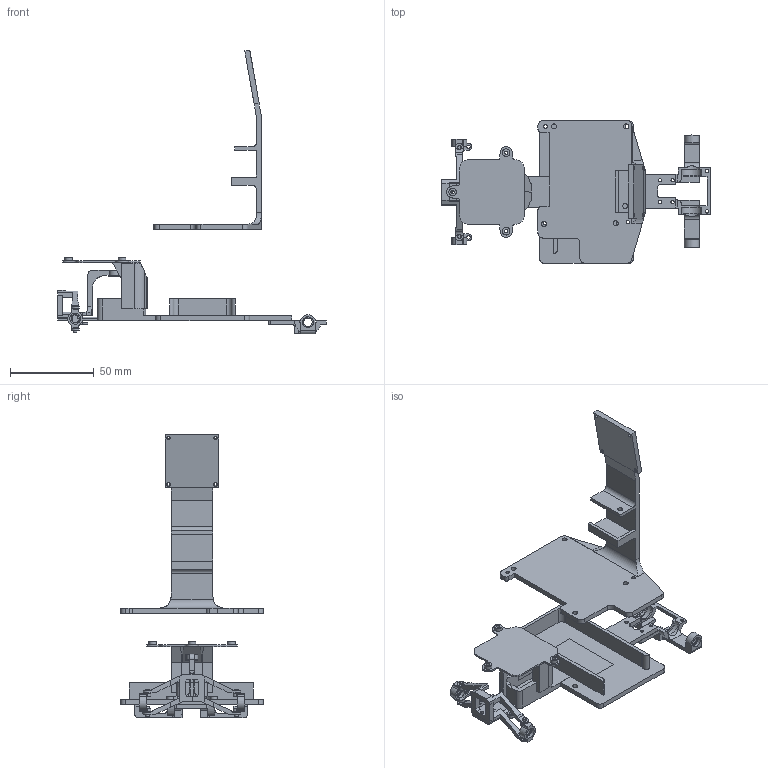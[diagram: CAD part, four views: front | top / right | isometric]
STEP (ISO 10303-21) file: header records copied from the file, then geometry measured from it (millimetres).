
FILE_DESCRIPTION(/* description */ ('STEP AP214'),/* implementation_level */ '2;1');
FILE_NAME(/* name */ 'Future Engineer Chassis_.step',/* time_stamp */ '2025-09-07T22:06:13-04:00',/* author */ (''),/* organization */ (''),/* preprocessor_version */ 'ST-DEVELOPER v20.1',/* originating_system */ 'Autodesk Translation Framework v14.10.0.0',/* authorisation */ '');
FILE_SCHEMA (('AUTOMOTIVE_DESIGN { 1 0 10303 214 3 1 1 }'));
Length unit declared in the file: millimetre
Products named in the file (5): raspberry-pi-5-sbc-simple; raspberry-pi-5-sbc-simple_1; Moving system; Turning system; Survo thing
Assembly tree (4 placements, depth 2):
  raspberry-pi-5-sbc-simple
    raspberry-pi-5-sbc-simple_1
    Moving system
    Turning system
    Survo thing
Bounding box: 160.11 x 85 x 169.14 mm (x, y, z)
Volume: 59912.4 mm3; surface area: 50277.3 mm2
Topology: 8 solids, 8 shells, 551 faces, 1561 edges, 1033 vertices
Faces by surface type: plane 301, cylinder 193, bspline 53, torus 3, cone 1
Full cylindrical faces by diameter (mm): 2 x30, 2.5 x4, 2.75 x1, 3 x9, 3.5 x1, 4 x1, 4.498 x3, 5 x5, 6.3 x2, 6.5 x6, 7 x1
Entity records: 19873 total; most frequent: CARTESIAN_POINT 5392, ORIENTED_EDGE 3120, DIRECTION 2800, EDGE_CURVE 1560, VERTEX_POINT 1033, LINE 954, VECTOR 954, AXIS2_PLACEMENT_3D 923
